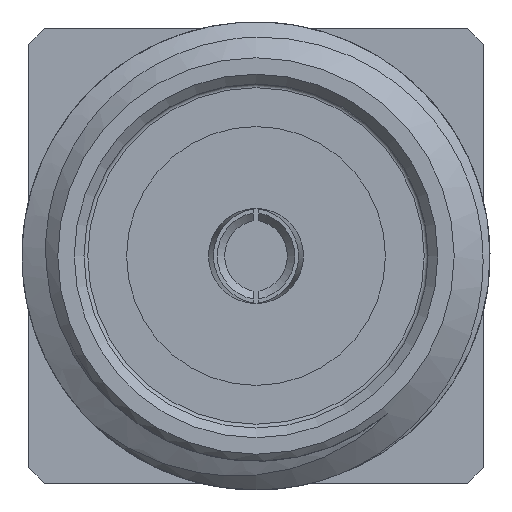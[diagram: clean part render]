
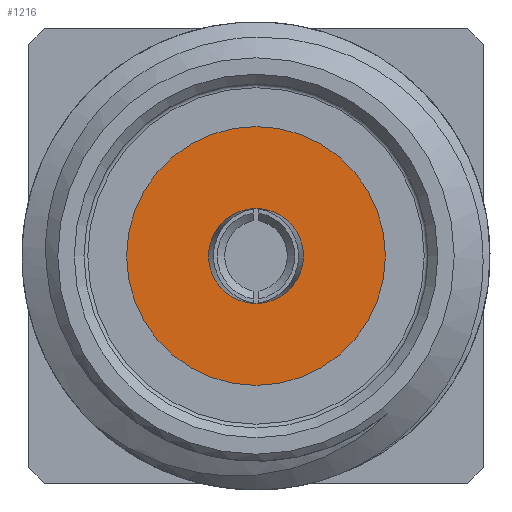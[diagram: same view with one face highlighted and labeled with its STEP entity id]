
A CAD part, left-side view. The second image highlights one B-rep face of the part: STEP entity #1216.
In plain terms, the highlighted planar face has unit normal (-1, 0, 0).
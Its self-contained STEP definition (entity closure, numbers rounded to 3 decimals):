
#35=FACE_BOUND('',#191,.T.);
#58=PLANE('',#1335);
#118=FACE_OUTER_BOUND('',#190,.T.);
#190=EDGE_LOOP('',(#1065,#1066));
#191=EDGE_LOOP('',(#1067));
#244=CIRCLE('',#1333,1.73);
#245=CIRCLE('',#1334,1.73);
#246=CIRCLE('',#1336,0.635);
#570=VERTEX_POINT('',#5567);
#571=VERTEX_POINT('',#5569);
#572=VERTEX_POINT('',#5573);
#738=EDGE_CURVE('',#571,#570,#244,.T.);
#739=EDGE_CURVE('',#570,#571,#245,.T.);
#740=EDGE_CURVE('',#572,#572,#246,.T.);
#1065=ORIENTED_EDGE('',*,*,#738,.T.);
#1066=ORIENTED_EDGE('',*,*,#739,.T.);
#1067=ORIENTED_EDGE('',*,*,#740,.T.);
#1216=ADVANCED_FACE('',(#118,#35),#58,.F.);
#1333=AXIS2_PLACEMENT_3D('',#5570,#1615,#1616);
#1334=AXIS2_PLACEMENT_3D('',#5571,#1617,#1618);
#1335=AXIS2_PLACEMENT_3D('',#5572,#1619,#1620);
#1336=AXIS2_PLACEMENT_3D('',#5574,#1621,#1622);
#1615=DIRECTION('center_axis',(-1.,0.,0.));
#1616=DIRECTION('ref_axis',(0.,0.,-1.));
#1617=DIRECTION('center_axis',(-1.,0.,0.));
#1618=DIRECTION('ref_axis',(0.,0.,-1.));
#1619=DIRECTION('center_axis',(1.,0.,0.));
#1620=DIRECTION('ref_axis',(0.,-1.,0.));
#1621=DIRECTION('center_axis',(1.,0.,0.));
#1622=DIRECTION('ref_axis',(0.,1.,0.));
#5567=CARTESIAN_POINT('',(-0.988,0.,1.73));
#5569=CARTESIAN_POINT('',(-0.988,0.,-1.73));
#5570=CARTESIAN_POINT('Origin',(-0.988,0.,0.));
#5571=CARTESIAN_POINT('Origin',(-0.988,0.,0.));
#5572=CARTESIAN_POINT('Origin',(-0.988,4.108,-3.757));
#5573=CARTESIAN_POINT('',(-0.988,0.635,0.));
#5574=CARTESIAN_POINT('Origin',(-0.988,0.,0.));
